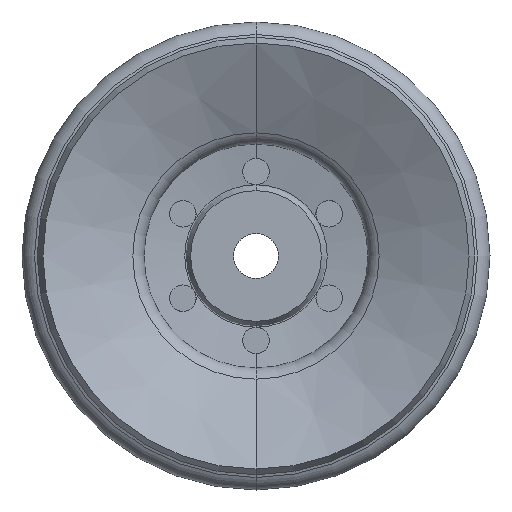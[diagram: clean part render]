
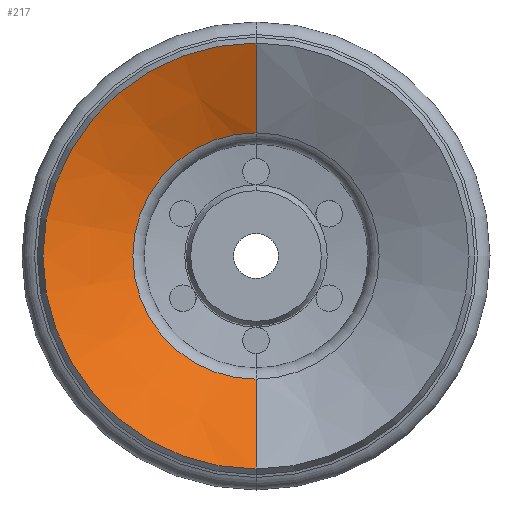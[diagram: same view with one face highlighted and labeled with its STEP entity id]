
A CAD part, front view. The second image highlights one B-rep face of the part: STEP entity #217.
In plain terms, the highlighted conical face has half-angle 64.342 degrees and reference radius 12.106 mm.
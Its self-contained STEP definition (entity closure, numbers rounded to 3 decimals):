
#217=ADVANCED_FACE('',(#537),#538,.F.);
#537=FACE_OUTER_BOUND('',#975,.T.);
#538=CONICAL_SURFACE('',#976,12.106,1.123);
#975=EDGE_LOOP('',(#5040,#5041,#5042,#5043));
#976=AXIS2_PLACEMENT_3D('',#5044,#5045,#5046);
#5040=ORIENTED_EDGE('',*,*,#5986,.T.);
#5041=ORIENTED_EDGE('',*,*,#6072,.T.);
#5042=ORIENTED_EDGE('',*,*,#6073,.F.);
#5043=ORIENTED_EDGE('',*,*,#6074,.F.);
#5044=CARTESIAN_POINT('',(0.0,-23.758,0.0));
#5045=DIRECTION('',(0.0,-1.0,-0.0));
#5046=DIRECTION('',(0.0,0.0,-1.0));
#5986=EDGE_CURVE('',#6459,#6463,#6465,.T.);
#6072=EDGE_CURVE('',#6463,#6598,#6604,.T.);
#6073=EDGE_CURVE('',#6599,#6598,#6605,.T.);
#6074=EDGE_CURVE('',#6459,#6599,#6606,.T.);
#6459=VERTEX_POINT('',#7120);
#6463=VERTEX_POINT('',#7124);
#6465=CIRCLE('',#7126,12.106);
#6598=VERTEX_POINT('',#7794);
#6599=VERTEX_POINT('',#7795);
#6604=LINE('',#7802,#7803);
#6605=CIRCLE('',#7804,20.937);
#6606=LINE('',#7805,#7806);
#7120=CARTESIAN_POINT('',(0.,-23.758,-12.106));
#7124=CARTESIAN_POINT('',(0.0,-23.758,12.106));
#7126=AXIS2_PLACEMENT_3D('',#9645,#9646,#9647);
#7794=CARTESIAN_POINT('',(0.,-28.0,20.937));
#7795=CARTESIAN_POINT('',(0.0,-28.0,-20.937));
#7802=CARTESIAN_POINT('',(0.,-23.758,12.106));
#7803=VECTOR('',#9743,1000.0);
#7804=AXIS2_PLACEMENT_3D('',#9744,#9745,#9746);
#7805=CARTESIAN_POINT('',(0.0,-23.758,-12.106));
#7806=VECTOR('',#9747,1000.0);
#9645=CARTESIAN_POINT('',(0.0,-23.758,0.0));
#9646=DIRECTION('',(0.0,1.0,0.0));
#9647=DIRECTION('',(0.0,0.0,1.0));
#9743=DIRECTION('',(0.,-0.433,0.901));
#9744=CARTESIAN_POINT('',(0.0,-28.0,0.0));
#9745=DIRECTION('',(0.0,1.0,0.0));
#9746=DIRECTION('',(0.0,0.0,1.0));
#9747=DIRECTION('',(0.0,-0.433,-0.901));
